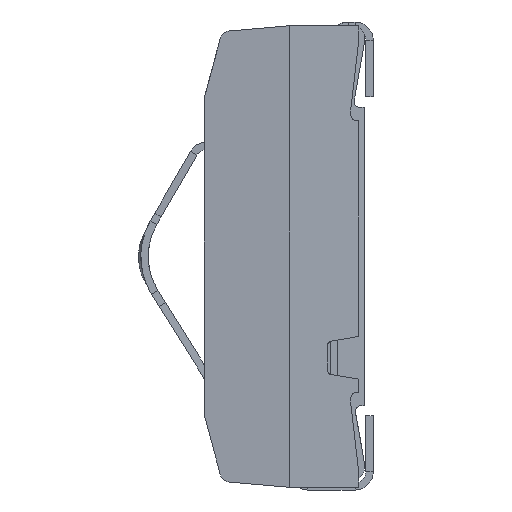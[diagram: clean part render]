
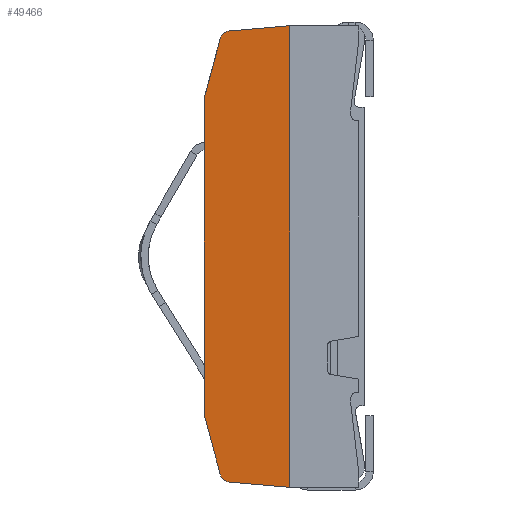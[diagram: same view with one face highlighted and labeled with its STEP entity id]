
A CAD part, left-side view. The second image highlights one B-rep face of the part: STEP entity #49466.
In plain terms, the highlighted planar face has unit normal (-0.996, 0.087, 0).
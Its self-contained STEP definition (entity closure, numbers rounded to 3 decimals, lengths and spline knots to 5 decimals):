
#4143=DIRECTION('',(0.,0.,1.));
#4144=VECTOR('',#4143,0.298);
#4145=CARTESIAN_POINT('',(-0.38325,0.125,-0.149));
#4146=LINE('',#4145,#4144);
#4311=DIRECTION('',(0.023,0.259,0.966));
#4312=VECTOR('',#4311,0.05715);
#4313=CARTESIAN_POINT('',(-0.38454,0.11021,
-0.20419));
#4314=LINE('',#4313,#4312);
#16023=DIRECTION('',(-0.087,-0.992,-0.087));
#16024=VECTOR('',#16023,0.05685);
#16025=CARTESIAN_POINT('',(-0.38531,0.10142,
-0.21156));
#16026=LINE('',#16025,#16024);
#16044=CARTESIAN_POINT('',(-0.38454,0.11021,
-0.20419));
#16045=CARTESIAN_POINT('',(-0.3846,0.10961,
-0.20645));
#16046=CARTESIAN_POINT('',(-0.3848,0.10728,
-0.20963));
#16047=CARTESIAN_POINT('',(-0.38511,0.10375,
-0.21136));
#16048=CARTESIAN_POINT('',(-0.38531,0.10142,
-0.21156));
#16069=DIRECTION('',(0.087,0.992,-0.087));
#16070=VECTOR('',#16069,0.05685);
#16071=CARTESIAN_POINT('',(-0.39025,0.045,0.2165));
#16072=LINE('',#16071,#16070);
#16106=CARTESIAN_POINT('',(-0.38454,0.11021,
0.20419));
#16107=CARTESIAN_POINT('',(-0.3846,0.10961,
0.20645));
#16108=CARTESIAN_POINT('',(-0.3848,0.10728,
0.20963));
#16109=CARTESIAN_POINT('',(-0.38511,0.10375,
0.21136));
#16110=CARTESIAN_POINT('',(-0.38531,0.10142,
0.21156));
#16452=DIRECTION('',(-0.023,-0.259,0.966));
#16453=VECTOR('',#16452,0.05715);
#16454=CARTESIAN_POINT('',(-0.38325,0.125,0.149));
#16455=LINE('',#16454,#16453);
#17369=DIRECTION('',(0.,0.,-1.));
#17370=VECTOR('',#17369,0.433);
#17371=CARTESIAN_POINT('',(-0.39025,0.045,0.2165));
#17372=LINE('',#17371,#17370);
#37003=CARTESIAN_POINT('',(-0.39025,0.045,0.2165));
#37004=CARTESIAN_POINT('',(-0.39025,0.045,-0.2165));
#37005=VERTEX_POINT('',#37003);
#37006=VERTEX_POINT('',#37004);
#37011=CARTESIAN_POINT('',(-0.38325,0.125,-0.149));
#37012=CARTESIAN_POINT('',(-0.38325,0.125,0.149));
#37013=VERTEX_POINT('',#37011);
#37014=VERTEX_POINT('',#37012);
#37019=CARTESIAN_POINT('',(-0.38454,0.11021,
0.20419));
#37021=VERTEX_POINT('',#37019);
#37023=CARTESIAN_POINT('',(-0.38531,0.10142,
0.21156));
#37025=VERTEX_POINT('',#37023);
#37027=CARTESIAN_POINT('',(-0.38454,0.11021,
-0.20419));
#37029=VERTEX_POINT('',#37027);
#37031=CARTESIAN_POINT('',(-0.38531,0.10142,
-0.21156));
#37033=VERTEX_POINT('',#37031);
#49446=CARTESIAN_POINT('',(-0.39025,0.045,0.2598));
#49447=DIRECTION('',(0.996,-0.087,0.));
#49448=DIRECTION('',(0.087,0.996,0.));
#49449=AXIS2_PLACEMENT_3D('',#49446,#49447,#49448);
#49450=PLANE('',#49449);
#49451=ORIENTED_EDGE('',*,*,#49434,.F.);
#49453=ORIENTED_EDGE('',*,*,#49452,.F.);
#49454=ORIENTED_EDGE('',*,*,#39291,.T.);
#49455=ORIENTED_EDGE('',*,*,#39230,.T.);
#49457=ORIENTED_EDGE('',*,*,#49456,.T.);
#49459=ORIENTED_EDGE('',*,*,#49458,.T.);
#49461=ORIENTED_EDGE('',*,*,#49460,.F.);
#49463=ORIENTED_EDGE('',*,*,#49462,.T.);
#49464=EDGE_LOOP('',(#49451,#49453,#49454,#49455,#49457,#49459,#49461,#49463));
#49465=FACE_OUTER_BOUND('',#49464,.F.);
#16049=B_SPLINE_CURVE_WITH_KNOTS('',3,(#16044,#16045,#16046,#16047,#16048),
.UNSPECIFIED.,.F.,.F.,(4,1,4),(0.,0.5,1.),.UNSPECIFIED.);
#16111=B_SPLINE_CURVE_WITH_KNOTS('',3,(#16106,#16107,#16108,#16109,#16110),
.UNSPECIFIED.,.F.,.F.,(4,1,4),(0.,0.5,1.),.UNSPECIFIED.);
#39230=EDGE_CURVE('',#37013,#37014,#4146,.T.);
#39291=EDGE_CURVE('',#37029,#37013,#4314,.T.);
#49434=EDGE_CURVE('',#37033,#37006,#16026,.T.);
#49452=EDGE_CURVE('',#37029,#37033,#16049,.T.);
#49456=EDGE_CURVE('',#37014,#37021,#16455,.T.);
#49458=EDGE_CURVE('',#37021,#37025,#16111,.T.);
#49460=EDGE_CURVE('',#37005,#37025,#16072,.T.);
#49462=EDGE_CURVE('',#37005,#37006,#17372,.T.);
#49466=ADVANCED_FACE('',(#49465),#49450,.F.);
